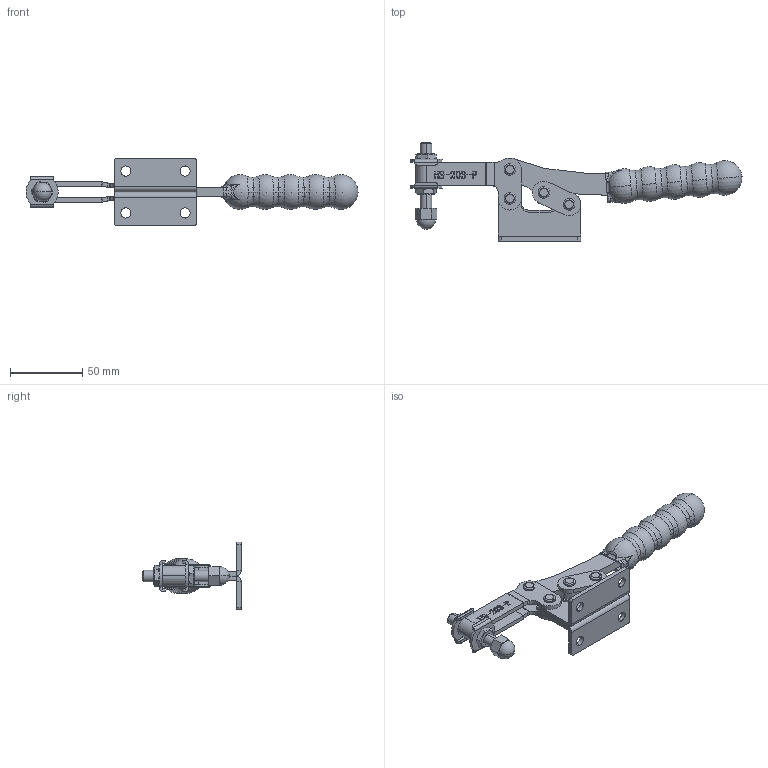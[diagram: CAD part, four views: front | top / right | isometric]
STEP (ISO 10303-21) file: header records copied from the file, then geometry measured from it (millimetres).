
FILE_DESCRIPTION (( 'STEP AP203' ), '1' );
FILE_NAME ('HS-203-P .STEP', '2019-08-05T08:56:03', ( '微软用户' ), ( '微软中国' ), 'SwSTEP 2.0', 'SolidWorks 2012', '' );
FILE_SCHEMA (( 'CONFIG_CONTROL_DESIGN' ));
Length unit declared in the file: millimetre
Products named in the file (12): HS-203-P ; acorn nuts gb_GB_SPECIAL_TYPE18 M8-N; FW-516; 1#忒參杶; hex thin nuts-grades ab-chamfered gb_GB_FASTENER_NUT_STNAB M8-N; hexagon flange bolts--small series gb_GB_FASTENER_BOLT_HFBSS M8X60-N; 揤參; 种; 忒梟; 蟀裝; 楊擘菁釱酘; 楊擘菁釱衵
Assembly tree (17 placements, depth 2):
  HS-203-P 
    楊擘菁釱衵
    楊擘菁釱酘
    蟀裝  x2
    忒梟
    种  x4
    揤參
    hexagon flange bolts--small series gb_GB_FASTENER_BOLT_HFBSS M8X60-N
    hex thin nuts-grades ab-chamfered gb_GB_FASTENER_NUT_STNAB M8-N  x2
    1#忒參杶
    FW-516  x2
    acorn nuts gb_GB_SPECIAL_TYPE18 M8-N
Bounding box: 229.77 x 68 x 47 mm (x, y, z)
Volume: 76375.6 mm3; surface area: 47919.6 mm2
Topology: 17 solids, 17 shells, 742 faces, 1922 edges, 1228 vertices
Faces by surface type: plane 355, bspline 157, cylinder 151, torus 39, cone 26, sphere 14
Entity records: 28588 total; most frequent: CARTESIAN_POINT 12199, ORIENTED_EDGE 3342, DIRECTION 2676, EDGE_CURVE 1671, VERTEX_POINT 1076, VECTOR 986, LINE 986, AXIS2_PLACEMENT_3D 845
